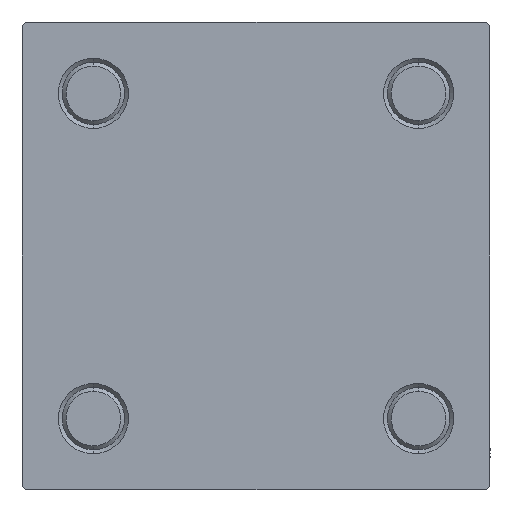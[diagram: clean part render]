
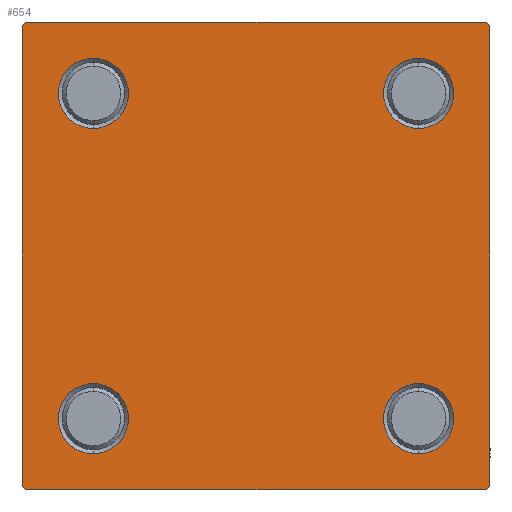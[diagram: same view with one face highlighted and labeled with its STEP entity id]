
A CAD part, left-side view. The second image highlights one B-rep face of the part: STEP entity #654.
In plain terms, the highlighted planar face has unit normal (-1, 0, 0).
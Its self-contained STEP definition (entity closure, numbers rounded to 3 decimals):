
#52 = EDGE_LOOP ( 'NONE', ( #25192, #8840 ) ) ;
#654 = ADVANCED_FACE ( 'NONE', ( #9948, #29112, #2858, #29357, #13737 ), #36441, .T. ) ;
#1920 = ORIENTED_EDGE ( 'NONE', *, *, #21245, .T. ) ;
#2425 = CARTESIAN_POINT ( 'NONE',  ( 0., -20.85, 25.35 ) ) ;
#2731 = DIRECTION ( 'NONE',  ( 1., 0., 0. ) ) ;
#2858 = FACE_BOUND ( 'NONE', #23574, .T. ) ;
#2938 = CIRCLE ( 'NONE', #13445, 4.5 ) ;
#3021 = VERTEX_POINT ( 'NONE', #20166 ) ;
#3045 = EDGE_CURVE ( 'NONE', #5350, #38853, #43636, .T. ) ;
#3265 = LINE ( 'NONE', #37328, #41020 ) ;
#3634 = CARTESIAN_POINT ( 'NONE',  ( 0., -30., -29.5 ) ) ;
#3781 = CARTESIAN_POINT ( 'NONE',  ( 0., 20.85, 25.35 ) ) ;
#4334 = LINE ( 'NONE', #12925, #36756 ) ;
#4879 = DIRECTION ( 'NONE',  ( 0., 0.707, -0.707 ) ) ;
#5350 = VERTEX_POINT ( 'NONE', #17236 ) ;
#5885 = VECTOR ( 'NONE', #10201, 1000. ) ;
#6441 = ORIENTED_EDGE ( 'NONE', *, *, #8352, .T. ) ;
#6557 = DIRECTION ( 'NONE',  ( 1., 0., 0. ) ) ;
#7846 = EDGE_CURVE ( 'NONE', #41516, #18945, #21159, .T. ) ;
#8352 = EDGE_CURVE ( 'NONE', #16837, #49414, #40961, .T. ) ;
#8840 = ORIENTED_EDGE ( 'NONE', *, *, #7846, .T. ) ;
#9232 = VECTOR ( 'NONE', #16888, 1000. ) ;
#9702 = DIRECTION ( 'NONE',  ( -1., 0., 0. ) ) ;
#9730 = CARTESIAN_POINT ( 'NONE',  ( 0., 20.85, 16.35 ) ) ;
#9948 = FACE_BOUND ( 'NONE', #19121, .T. ) ;
#10201 = DIRECTION ( 'NONE',  ( 0., -1., 0. ) ) ;
#10222 = AXIS2_PLACEMENT_3D ( 'NONE', #12300, #32703, #28680 ) ;
#10232 = EDGE_LOOP ( 'NONE', ( #18129, #11372, #6441, #12780, #15019, #21712, #11984, #20051 ) ) ;
#10663 = CIRCLE ( 'NONE', #29986, 4.5 ) ;
#10696 = CARTESIAN_POINT ( 'NONE',  ( 0., 0., 0. ) ) ;
#10870 = EDGE_CURVE ( 'NONE', #5350, #16322, #10897, .T. ) ;
#10897 = LINE ( 'NONE', #33156, #41705 ) ;
#11372 = ORIENTED_EDGE ( 'NONE', *, *, #35005, .T. ) ;
#11396 = DIRECTION ( 'NONE',  ( 0., 0.707, 0.707 ) ) ;
#11984 = ORIENTED_EDGE ( 'NONE', *, *, #41202, .F. ) ;
#11987 = CARTESIAN_POINT ( 'NONE',  ( 0., 20.85, -20.85 ) ) ;
#12161 = ORIENTED_EDGE ( 'NONE', *, *, #40467, .T. ) ;
#12207 = CARTESIAN_POINT ( 'NONE',  ( 0., 29.5, 30. ) ) ;
#12239 = EDGE_CURVE ( 'NONE', #33372, #24975, #2938, .T. ) ;
#12300 = CARTESIAN_POINT ( 'NONE',  ( 0., 20.85, 20.85 ) ) ;
#12780 = ORIENTED_EDGE ( 'NONE', *, *, #36210, .T. ) ;
#12925 = CARTESIAN_POINT ( 'NONE',  ( 0., 30., 30. ) ) ;
#13445 = AXIS2_PLACEMENT_3D ( 'NONE', #48198, #6557, #32554 ) ;
#13556 = LINE ( 'NONE', #21117, #26892 ) ;
#13598 = ORIENTED_EDGE ( 'NONE', *, *, #36315, .T. ) ;
#13737 = FACE_OUTER_BOUND ( 'NONE', #10232, .T. ) ;
#14229 = DIRECTION ( 'NONE',  ( 0., 0., 1. ) ) ;
#14409 = DIRECTION ( 'NONE',  ( 0., 0., 1. ) ) ;
#14891 = CARTESIAN_POINT ( 'NONE',  ( 0., -20.85, 20.85 ) ) ;
#15019 = ORIENTED_EDGE ( 'NONE', *, *, #3045, .F. ) ;
#16322 = VERTEX_POINT ( 'NONE', #18468 ) ;
#16837 = VERTEX_POINT ( 'NONE', #39323 ) ;
#16888 = DIRECTION ( 'NONE',  ( 0., 0., -1. ) ) ;
#17236 = CARTESIAN_POINT ( 'NONE',  ( 0., -30., 29.5 ) ) ;
#17515 = EDGE_CURVE ( 'NONE', #39802, #3021, #39434, .T. ) ;
#17930 = CARTESIAN_POINT ( 'NONE',  ( 0., 20.85, -25.35 ) ) ;
#18129 = ORIENTED_EDGE ( 'NONE', *, *, #18830, .T. ) ;
#18309 = ORIENTED_EDGE ( 'NONE', *, *, #12239, .T. ) ;
#18468 = CARTESIAN_POINT ( 'NONE',  ( 0., -29.5, 30. ) ) ;
#18660 = DIRECTION ( 'NONE',  ( 0., 0., -1. ) ) ;
#18830 = EDGE_CURVE ( 'NONE', #3021, #20599, #3265, .T. ) ;
#18945 = VERTEX_POINT ( 'NONE', #45405 ) ;
#19045 = AXIS2_PLACEMENT_3D ( 'NONE', #14891, #41626, #37590 ) ;
#19071 = CARTESIAN_POINT ( 'NONE',  ( 0., -20.85, -20.85 ) ) ;
#19121 = EDGE_LOOP ( 'NONE', ( #12161, #18309 ) ) ;
#19774 = AXIS2_PLACEMENT_3D ( 'NONE', #10696, #9702, #14229 ) ;
#20051 = ORIENTED_EDGE ( 'NONE', *, *, #17515, .T. ) ;
#20166 = CARTESIAN_POINT ( 'NONE',  ( 0., 30., 29.5 ) ) ;
#20418 = CARTESIAN_POINT ( 'NONE',  ( 0., -30., 30. ) ) ;
#20599 = VERTEX_POINT ( 'NONE', #34938 ) ;
#21117 = CARTESIAN_POINT ( 'NONE',  ( 0., 29.75, -29.75 ) ) ;
#21159 = CIRCLE ( 'NONE', #27580, 4.5 ) ;
#21245 = EDGE_CURVE ( 'NONE', #48244, #36743, #31434, .T. ) ;
#21712 = ORIENTED_EDGE ( 'NONE', *, *, #10870, .T. ) ;
#21905 = CARTESIAN_POINT ( 'NONE',  ( 0., -20.85, -20.85 ) ) ;
#22669 = EDGE_CURVE ( 'NONE', #18945, #41516, #33060, .T. ) ;
#23574 = EDGE_LOOP ( 'NONE', ( #47550, #1920 ) ) ;
#23729 = CIRCLE ( 'NONE', #47903, 4.5 ) ;
#23730 = CARTESIAN_POINT ( 'NONE',  ( 0., -20.85, 16.35 ) ) ;
#23845 = DIRECTION ( 'NONE',  ( 1., 0., 0. ) ) ;
#24032 = VECTOR ( 'NONE', #4879, 1000. ) ;
#24975 = VERTEX_POINT ( 'NONE', #2425 ) ;
#25192 = ORIENTED_EDGE ( 'NONE', *, *, #22669, .T. ) ;
#25353 = VECTOR ( 'NONE', #43026, 1000. ) ;
#25591 = DIRECTION ( 'NONE',  ( 1., 0., 0. ) ) ;
#26656 = AXIS2_PLACEMENT_3D ( 'NONE', #19071, #34458, #31409 ) ;
#26892 = VECTOR ( 'NONE', #48843, 1000. ) ;
#27580 = AXIS2_PLACEMENT_3D ( 'NONE', #21905, #2731, #33510 ) ;
#28634 = CARTESIAN_POINT ( 'NONE',  ( 0., -29.75, -29.75 ) ) ;
#28680 = DIRECTION ( 'NONE',  ( 0., 0., 1. ) ) ;
#29112 = FACE_BOUND ( 'NONE', #52, .T. ) ;
#29357 = FACE_BOUND ( 'NONE', #43472, .T. ) ;
#29675 = CARTESIAN_POINT ( 'NONE',  ( 0., 20.85, -16.35 ) ) ;
#29986 = AXIS2_PLACEMENT_3D ( 'NONE', #11987, #23845, #35195 ) ;
#30495 = EDGE_CURVE ( 'NONE', #36743, #48244, #10663, .T. ) ;
#31409 = DIRECTION ( 'NONE',  ( 0., 0., 1. ) ) ;
#31434 = CIRCLE ( 'NONE', #46756, 4.5 ) ;
#32345 = CARTESIAN_POINT ( 'NONE',  ( 0., -29.5, -30. ) ) ;
#32554 = DIRECTION ( 'NONE',  ( 0., 0., 1. ) ) ;
#32703 = DIRECTION ( 'NONE',  ( 1., 0., 0. ) ) ;
#33060 = CIRCLE ( 'NONE', #26656, 4.5 ) ;
#33156 = CARTESIAN_POINT ( 'NONE',  ( 0., -29.75, 29.75 ) ) ;
#33372 = VERTEX_POINT ( 'NONE', #23730 ) ;
#33510 = DIRECTION ( 'NONE',  ( 0., 0., 1. ) ) ;
#34434 = VERTEX_POINT ( 'NONE', #3781 ) ;
#34458 = DIRECTION ( 'NONE',  ( 1., 0., 0. ) ) ;
#34938 = CARTESIAN_POINT ( 'NONE',  ( 0., 30., -29.5 ) ) ;
#35005 = EDGE_CURVE ( 'NONE', #20599, #16837, #13556, .T. ) ;
#35195 = DIRECTION ( 'NONE',  ( 0., 0., 1. ) ) ;
#36210 = EDGE_CURVE ( 'NONE', #49414, #38853, #47315, .T. ) ;
#36315 = EDGE_CURVE ( 'NONE', #34434, #44118, #23729, .T. ) ;
#36441 = PLANE ( 'NONE',  #19774 ) ;
#36743 = VERTEX_POINT ( 'NONE', #29675 ) ;
#36756 = VECTOR ( 'NONE', #42683, 1000. ) ;
#37111 = DIRECTION ( 'NONE',  ( 1., 0., 0. ) ) ;
#37328 = CARTESIAN_POINT ( 'NONE',  ( 0., 30., 30. ) ) ;
#37590 = DIRECTION ( 'NONE',  ( 0., 0., 1. ) ) ;
#38853 = VERTEX_POINT ( 'NONE', #3634 ) ;
#39323 = CARTESIAN_POINT ( 'NONE',  ( 0., 29.5, -30. ) ) ;
#39434 = LINE ( 'NONE', #43232, #24032 ) ;
#39802 = VERTEX_POINT ( 'NONE', #12207 ) ;
#40467 = EDGE_CURVE ( 'NONE', #24975, #33372, #46442, .T. ) ;
#40581 = CARTESIAN_POINT ( 'NONE',  ( 0., -20.85, -25.35 ) ) ;
#40722 = CARTESIAN_POINT ( 'NONE',  ( 0., 20.85, 20.85 ) ) ;
#40832 = CIRCLE ( 'NONE', #10222, 4.5 ) ;
#40896 = CARTESIAN_POINT ( 'NONE',  ( 0., 20.85, -20.85 ) ) ;
#40961 = LINE ( 'NONE', #48053, #5885 ) ;
#40967 = DIRECTION ( 'NONE',  ( 0., 0., 1. ) ) ;
#41020 = VECTOR ( 'NONE', #18660, 1000. ) ;
#41202 = EDGE_CURVE ( 'NONE', #39802, #16322, #4334, .T. ) ;
#41516 = VERTEX_POINT ( 'NONE', #40581 ) ;
#41626 = DIRECTION ( 'NONE',  ( 1., 0., 0. ) ) ;
#41705 = VECTOR ( 'NONE', #11396, 1000. ) ;
#41789 = EDGE_CURVE ( 'NONE', #44118, #34434, #40832, .T. ) ;
#42683 = DIRECTION ( 'NONE',  ( 0., -1., 0. ) ) ;
#43026 = DIRECTION ( 'NONE',  ( 0., -0.707, 0.707 ) ) ;
#43232 = CARTESIAN_POINT ( 'NONE',  ( 0., 29.75, 29.75 ) ) ;
#43472 = EDGE_LOOP ( 'NONE', ( #13598, #48160 ) ) ;
#43636 = LINE ( 'NONE', #20418, #9232 ) ;
#44118 = VERTEX_POINT ( 'NONE', #9730 ) ;
#45405 = CARTESIAN_POINT ( 'NONE',  ( 0., -20.85, -16.35 ) ) ;
#46442 = CIRCLE ( 'NONE', #19045, 4.5 ) ;
#46756 = AXIS2_PLACEMENT_3D ( 'NONE', #40896, #37111, #14409 ) ;
#47315 = LINE ( 'NONE', #28634, #25353 ) ;
#47550 = ORIENTED_EDGE ( 'NONE', *, *, #30495, .T. ) ;
#47903 = AXIS2_PLACEMENT_3D ( 'NONE', #40722, #25591, #40967 ) ;
#48053 = CARTESIAN_POINT ( 'NONE',  ( 0., 30., -30. ) ) ;
#48160 = ORIENTED_EDGE ( 'NONE', *, *, #41789, .T. ) ;
#48198 = CARTESIAN_POINT ( 'NONE',  ( 0., -20.85, 20.85 ) ) ;
#48244 = VERTEX_POINT ( 'NONE', #17930 ) ;
#48843 = DIRECTION ( 'NONE',  ( 0., -0.707, -0.707 ) ) ;
#49414 = VERTEX_POINT ( 'NONE', #32345 ) ;
